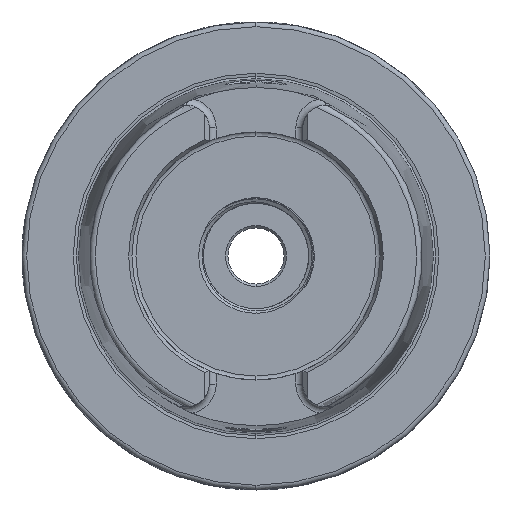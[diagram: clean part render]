
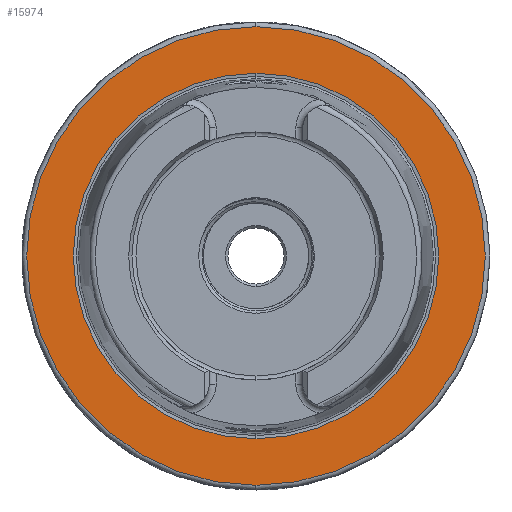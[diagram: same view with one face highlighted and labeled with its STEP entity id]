
A CAD part, left-side view. The second image highlights one B-rep face of the part: STEP entity #15974.
In plain terms, the highlighted planar face has unit normal (-1, 0, 0).
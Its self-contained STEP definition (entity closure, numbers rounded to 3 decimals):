
#638 = AXIS2_PLACEMENT_3D ( 'NONE', #34159, #34165, #34150 ) ;
#3482 = CIRCLE ( 'NONE', #12513, 39.054 ) ;
#3518 = CIRCLE ( 'NONE', #12501, 49. ) ;
#4087 = CIRCLE ( 'NONE', #12593, 49. ) ;
#4151 = CIRCLE ( 'NONE', #12624, 39.054 ) ;
#6152 = EDGE_CURVE ( 'NONE', #13429, #13358, #3518, .T. ) ;
#6190 = EDGE_CURVE ( 'NONE', #13430, #13420, #3482, .T. ) ;
#6807 = EDGE_CURVE ( 'NONE', #13420, #13430, #4151, .T. ) ;
#6842 = EDGE_CURVE ( 'NONE', #13358, #13429, #4087, .T. ) ;
#9370 = FACE_BOUND ( 'NONE', #31613, .T. ) ;
#9406 = FACE_OUTER_BOUND ( 'NONE', #31615, .T. ) ;
#12501 = AXIS2_PLACEMENT_3D ( 'NONE', #19918, #19909, #19906 ) ;
#12513 = AXIS2_PLACEMENT_3D ( 'NONE', #20109, #20112, #20096 ) ;
#12593 = AXIS2_PLACEMENT_3D ( 'NONE', #36514, #36518, #36521 ) ;
#12624 = AXIS2_PLACEMENT_3D ( 'NONE', #36328, #36332, #36333 ) ;
#13358 = VERTEX_POINT ( 'NONE', #29406 ) ;
#13420 = VERTEX_POINT ( 'NONE', #29400 ) ;
#13429 = VERTEX_POINT ( 'NONE', #29391 ) ;
#13430 = VERTEX_POINT ( 'NONE', #29474 ) ;
#15974 = ADVANCED_FACE ( 'NONE', ( #9406, #9370 ), #34181, .T. ) ;
#19906 = DIRECTION ( 'NONE',  ( 0., 0., 1. ) ) ;
#19909 = DIRECTION ( 'NONE',  ( -1., 0., 0. ) ) ;
#19918 = CARTESIAN_POINT ( 'NONE',  ( 0., 0., 0. ) ) ;
#20096 = DIRECTION ( 'NONE',  ( 0., 0., -1. ) ) ;
#20109 = CARTESIAN_POINT ( 'NONE',  ( 0., 0., 0. ) ) ;
#20112 = DIRECTION ( 'NONE',  ( 1., 0., 0. ) ) ;
#29391 = CARTESIAN_POINT ( 'NONE',  ( 0., 0., 49. ) ) ;
#29400 = CARTESIAN_POINT ( 'NONE',  ( 0., 0., -39.054 ) ) ;
#29406 = CARTESIAN_POINT ( 'NONE',  ( 0., 0., -49. ) ) ;
#29474 = CARTESIAN_POINT ( 'NONE',  ( 0., 0., 39.054 ) ) ;
#31613 = EDGE_LOOP ( 'NONE', ( #35720, #36218 ) ) ;
#31615 = EDGE_LOOP ( 'NONE', ( #35726, #36187 ) ) ;
#34150 = DIRECTION ( 'NONE',  ( 0., 0., 1. ) ) ;
#34159 = CARTESIAN_POINT ( 'NONE',  ( 0., 39.054, 0. ) ) ;
#34165 = DIRECTION ( 'NONE',  ( -1., 0., 0. ) ) ;
#34181 = PLANE ( 'NONE',  #638 ) ;
#35720 = ORIENTED_EDGE ( 'NONE', *, *, #6190, .T. ) ;
#35726 = ORIENTED_EDGE ( 'NONE', *, *, #6152, .T. ) ;
#36187 = ORIENTED_EDGE ( 'NONE', *, *, #6842, .T. ) ;
#36218 = ORIENTED_EDGE ( 'NONE', *, *, #6807, .T. ) ;
#36328 = CARTESIAN_POINT ( 'NONE',  ( 0., 0., 0. ) ) ;
#36332 = DIRECTION ( 'NONE',  ( 1., 0., 0. ) ) ;
#36333 = DIRECTION ( 'NONE',  ( 0., 0., -1. ) ) ;
#36514 = CARTESIAN_POINT ( 'NONE',  ( 0., 0., 0. ) ) ;
#36518 = DIRECTION ( 'NONE',  ( -1., 0., 0. ) ) ;
#36521 = DIRECTION ( 'NONE',  ( 0., 0., 1. ) ) ;
